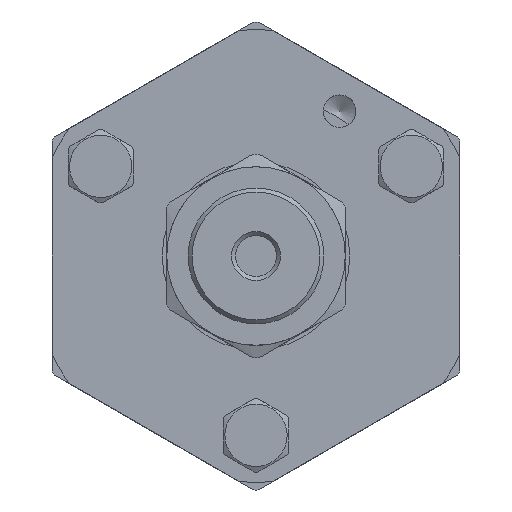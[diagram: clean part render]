
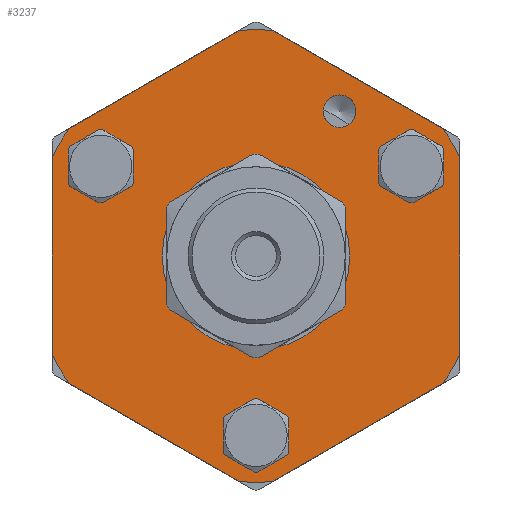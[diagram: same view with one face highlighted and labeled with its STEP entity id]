
A CAD part, left-side view. The second image highlights one B-rep face of the part: STEP entity #3237.
In plain terms, the highlighted planar face has unit normal (-1, 0, 0).
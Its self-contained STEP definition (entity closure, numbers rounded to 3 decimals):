
#98=LINE('',#4546,#202);
#99=LINE('',#4550,#203);
#100=LINE('',#4554,#204);
#101=LINE('',#4558,#205);
#102=LINE('',#4562,#206);
#103=LINE('',#4566,#207);
#202=VECTOR('',#3815,1000.);
#203=VECTOR('',#3818,1000.);
#204=VECTOR('',#3821,1000.);
#205=VECTOR('',#3824,1000.);
#206=VECTOR('',#3827,1000.);
#207=VECTOR('',#3830,1000.);
#527=ORIENTED_EDGE('',*,*,#1097,.F.);
#528=ORIENTED_EDGE('',*,*,#1098,.T.);
#529=ORIENTED_EDGE('',*,*,#1096,.F.);
#530=ORIENTED_EDGE('',*,*,#1099,.T.);
#531=ORIENTED_EDGE('',*,*,#1100,.F.);
#532=ORIENTED_EDGE('',*,*,#1101,.T.);
#533=ORIENTED_EDGE('',*,*,#1102,.F.);
#534=ORIENTED_EDGE('',*,*,#1103,.T.);
#535=ORIENTED_EDGE('',*,*,#1104,.F.);
#536=ORIENTED_EDGE('',*,*,#1105,.T.);
#537=ORIENTED_EDGE('',*,*,#1106,.F.);
#538=ORIENTED_EDGE('',*,*,#1107,.T.);
#539=ORIENTED_EDGE('',*,*,#1108,.F.);
#540=ORIENTED_EDGE('',*,*,#1109,.T.);
#541=ORIENTED_EDGE('',*,*,#1110,.F.);
#542=ORIENTED_EDGE('',*,*,#1111,.F.);
#543=ORIENTED_EDGE('',*,*,#1112,.F.);
#1096=EDGE_CURVE('',#1397,#1397,#1612,.T.);
#1097=EDGE_CURVE('',#1398,#1398,#1613,.T.);
#1098=EDGE_CURVE('',#1399,#1399,#1614,.T.);
#1099=EDGE_CURVE('',#1400,#1401,#1615,.T.);
#1100=EDGE_CURVE('',#1402,#1401,#98,.T.);
#1101=EDGE_CURVE('',#1402,#1403,#1616,.T.);
#1102=EDGE_CURVE('',#1404,#1403,#99,.T.);
#1103=EDGE_CURVE('',#1404,#1405,#1617,.T.);
#1104=EDGE_CURVE('',#1406,#1405,#100,.T.);
#1105=EDGE_CURVE('',#1406,#1407,#1618,.T.);
#1106=EDGE_CURVE('',#1408,#1407,#101,.T.);
#1107=EDGE_CURVE('',#1408,#1409,#1619,.T.);
#1108=EDGE_CURVE('',#1410,#1409,#102,.T.);
#1109=EDGE_CURVE('',#1410,#1411,#1620,.T.);
#1110=EDGE_CURVE('',#1400,#1411,#103,.T.);
#1111=EDGE_CURVE('',#1412,#1412,#1621,.T.);
#1112=EDGE_CURVE('',#1413,#1413,#1622,.T.);
#1397=VERTEX_POINT('',#4537);
#1398=VERTEX_POINT('',#4540);
#1399=VERTEX_POINT('',#4542);
#1400=VERTEX_POINT('',#4544);
#1401=VERTEX_POINT('',#4545);
#1402=VERTEX_POINT('',#4547);
#1403=VERTEX_POINT('',#4549);
#1404=VERTEX_POINT('',#4551);
#1405=VERTEX_POINT('',#4553);
#1406=VERTEX_POINT('',#4555);
#1407=VERTEX_POINT('',#4557);
#1408=VERTEX_POINT('',#4559);
#1409=VERTEX_POINT('',#4561);
#1410=VERTEX_POINT('',#4563);
#1411=VERTEX_POINT('',#4565);
#1412=VERTEX_POINT('',#4568);
#1413=VERTEX_POINT('',#4570);
#1612=CIRCLE('',#3425,11.5);
#1613=CIRCLE('',#3427,3.818);
#1614=CIRCLE('',#3428,2.);
#1615=CIRCLE('',#3429,27.75);
#1616=CIRCLE('',#3430,27.75);
#1617=CIRCLE('',#3431,27.75);
#1618=CIRCLE('',#3432,27.75);
#1619=CIRCLE('',#3433,27.75);
#1620=CIRCLE('',#3434,27.75);
#1621=CIRCLE('',#3435,3.818);
#1622=CIRCLE('',#3436,3.818);
#1778=EDGE_LOOP('',(#527));
#1779=EDGE_LOOP('',(#528));
#1780=EDGE_LOOP('',(#529));
#1781=EDGE_LOOP('',(#530,#531,#532,#533,#534,#535,#536,#537,#538,#539,#540,
#541));
#1782=EDGE_LOOP('',(#542));
#1783=EDGE_LOOP('',(#543));
#1981=FACE_BOUND('',#1778,.T.);
#1982=FACE_BOUND('',#1779,.T.);
#1983=FACE_BOUND('',#1780,.T.);
#1984=FACE_BOUND('',#1781,.T.);
#1985=FACE_BOUND('',#1782,.T.);
#1986=FACE_BOUND('',#1783,.T.);
#2137=PLANE('',#3426);
#3237=ADVANCED_FACE('',(#1981,#1982,#1983,#1984,#1985,#1986),#2137,.T.);
#3425=AXIS2_PLACEMENT_3D('',#4536,#3805,#3806);
#3426=AXIS2_PLACEMENT_3D('',#4538,#3807,#3808);
#3427=AXIS2_PLACEMENT_3D('',#4539,#3809,#3810);
#3428=AXIS2_PLACEMENT_3D('',#4541,#3811,#3812);
#3429=AXIS2_PLACEMENT_3D('',#4543,#3813,#3814);
#3430=AXIS2_PLACEMENT_3D('',#4548,#3816,#3817);
#3431=AXIS2_PLACEMENT_3D('',#4552,#3819,#3820);
#3432=AXIS2_PLACEMENT_3D('',#4556,#3822,#3823);
#3433=AXIS2_PLACEMENT_3D('',#4560,#3825,#3826);
#3434=AXIS2_PLACEMENT_3D('',#4564,#3828,#3829);
#3435=AXIS2_PLACEMENT_3D('',#4567,#3831,#3832);
#3436=AXIS2_PLACEMENT_3D('',#4569,#3833,#3834);
#3805=DIRECTION('',(-1.,0.,0.));
#3806=DIRECTION('',(0.,0.,1.));
#3807=DIRECTION('',(-1.,0.,0.));
#3808=DIRECTION('',(0.,0.,1.));
#3809=DIRECTION('',(-1.,0.,0.));
#3810=DIRECTION('',(0.,0.,1.));
#3811=DIRECTION('',(1.,0.,0.));
#3812=DIRECTION('',(0.,1.,0.));
#3813=DIRECTION('',(-1.,0.,0.));
#3814=DIRECTION('',(0.,0.,1.));
#3815=DIRECTION('',(0.,-0.866,-0.5));
#3816=DIRECTION('',(-1.,0.,0.));
#3817=DIRECTION('',(0.,0.,1.));
#3818=DIRECTION('',(0.,-0.866,0.5));
#3819=DIRECTION('',(-1.,0.,0.));
#3820=DIRECTION('',(0.,0.,1.));
#3821=DIRECTION('',(0.,0.,1.));
#3822=DIRECTION('',(-1.,0.,0.));
#3823=DIRECTION('',(0.,0.,1.));
#3824=DIRECTION('',(0.,0.866,0.5));
#3825=DIRECTION('',(-1.,0.,0.));
#3826=DIRECTION('',(0.,0.,1.));
#3827=DIRECTION('',(0.,0.866,-0.5));
#3828=DIRECTION('',(-1.,0.,0.));
#3829=DIRECTION('',(0.,0.,1.));
#3830=DIRECTION('',(0.,0.,-1.));
#3831=DIRECTION('',(-1.,0.,0.));
#3832=DIRECTION('',(0.,0.,1.));
#3833=DIRECTION('',(-1.,0.,0.));
#3834=DIRECTION('',(0.,0.,1.));
#4536=CARTESIAN_POINT('',(-2.3,0.,0.));
#4537=CARTESIAN_POINT('',(-2.3,0.,11.5));
#4538=CARTESIAN_POINT('',(-2.3,0.,0.));
#4539=CARTESIAN_POINT('',(-2.3,19.053,11.));
#4540=CARTESIAN_POINT('',(-2.3,19.053,14.818));
#4541=CARTESIAN_POINT('',(-2.3,-10.25,17.754));
#4542=CARTESIAN_POINT('',(-2.3,-8.25,17.754));
#4543=CARTESIAN_POINT('',(-2.3,0.,0.));
#4544=CARTESIAN_POINT('',(-2.3,-25.,12.044));
#4545=CARTESIAN_POINT('',(-2.3,-22.931,15.629));
#4546=CARTESIAN_POINT('',(-2.3,11.784,35.671));
#4547=CARTESIAN_POINT('',(-2.3,-2.069,27.673));
#4548=CARTESIAN_POINT('',(-2.3,0.,0.));
#4549=CARTESIAN_POINT('',(-2.3,2.069,27.673));
#4550=CARTESIAN_POINT('',(-2.3,36.784,7.631));
#4551=CARTESIAN_POINT('',(-2.3,22.931,15.629));
#4552=CARTESIAN_POINT('',(-2.3,0.,0.));
#4553=CARTESIAN_POINT('',(-2.3,25.,12.044));
#4554=CARTESIAN_POINT('',(-2.3,25.,-28.04));
#4555=CARTESIAN_POINT('',(-2.3,25.,-12.044));
#4556=CARTESIAN_POINT('',(-2.3,0.,0.));
#4557=CARTESIAN_POINT('',(-2.3,22.931,-15.629));
#4558=CARTESIAN_POINT('',(-2.3,-11.784,-35.671));
#4559=CARTESIAN_POINT('',(-2.3,2.069,-27.673));
#4560=CARTESIAN_POINT('',(-2.3,0.,0.));
#4561=CARTESIAN_POINT('',(-2.3,-2.069,-27.673));
#4562=CARTESIAN_POINT('',(-2.3,-36.784,-7.631));
#4563=CARTESIAN_POINT('',(-2.3,-22.931,-15.629));
#4564=CARTESIAN_POINT('',(-2.3,0.,0.));
#4565=CARTESIAN_POINT('',(-2.3,-25.,-12.044));
#4566=CARTESIAN_POINT('',(-2.3,-25.,28.04));
#4567=CARTESIAN_POINT('',(-2.3,0.,-22.));
#4568=CARTESIAN_POINT('',(-2.3,0.,-18.182));
#4569=CARTESIAN_POINT('',(-2.3,-19.053,11.));
#4570=CARTESIAN_POINT('',(-2.3,-19.053,14.818));
